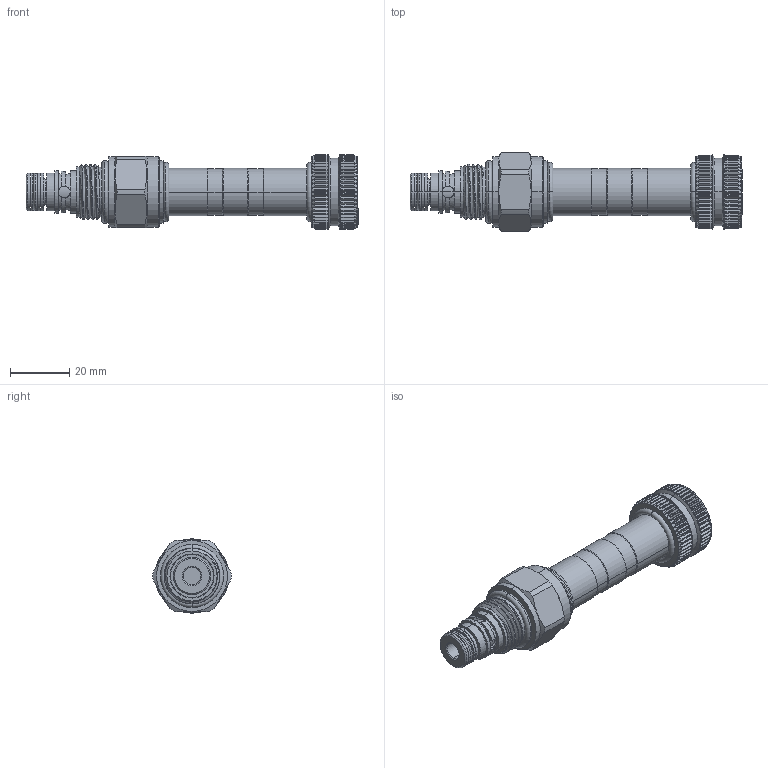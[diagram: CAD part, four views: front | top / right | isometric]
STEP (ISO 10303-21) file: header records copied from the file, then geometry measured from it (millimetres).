
FILE_DESCRIPTION (( 'STEP AP203' ), '1' );
FILE_NAME ('EP08W2C52N04.STEP', '2020-04-08T01:57:41', ( '' ), ( '' ), 'SwSTEP 2.0', 'SolidWorks 2018', '' );
FILE_SCHEMA (( 'CONFIG_CONTROL_DESIGN' ));
Length unit declared in the file: millimetre
Products named in the file (1): EP08W2C52N04
Bounding box: 112.05 x 26.66 x 25 mm (x, y, z)
Volume: 30240.3 mm3; surface area: 10776.1 mm2
Topology: 6 solids, 6 shells, 1014 faces, 2676 edges, 1690 vertices
Faces by surface type: plane 430, cylinder 417, cone 138, torus 20, bspline 9
Entity records: 36291 total; most frequent: CARTESIAN_POINT 12031, ORIENTED_EDGE 5352, DIRECTION 4770, EDGE_CURVE 2676, AXIS2_PLACEMENT_3D 1845, VERTEX_POINT 1690, VECTOR 1080, LINE 1080
